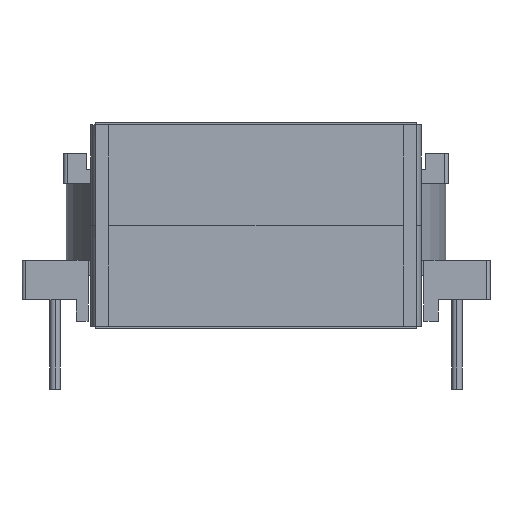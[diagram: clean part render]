
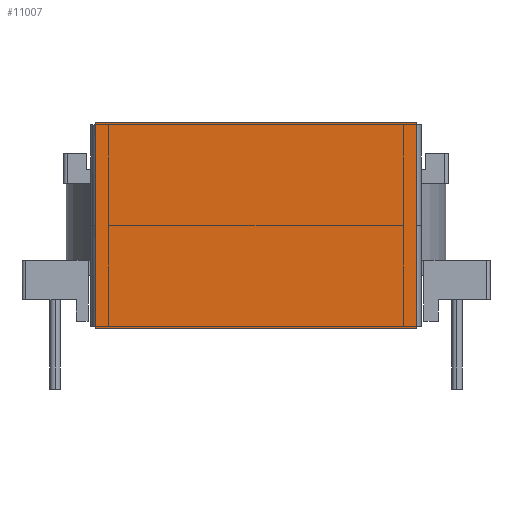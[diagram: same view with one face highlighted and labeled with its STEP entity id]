
A CAD part, left-side view. The second image highlights one B-rep face of the part: STEP entity #11007.
In plain terms, the highlighted free-form (B-spline) face has degree [1, 1] with [2, 2] control points.
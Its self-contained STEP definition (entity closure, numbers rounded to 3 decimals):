
#9736 = VERTEX_POINT('',#9737);
#9737 = CARTESIAN_POINT('',(-15.525,-11.046,
    4.173));
#9752 = VERTEX_POINT('',#9753);
#9753 = CARTESIAN_POINT('',(-15.525,11.046,
    4.173));
#9758 = EDGE_CURVE('',#9752,#9736,#9759,.T.);
#9759 = B_SPLINE_CURVE_WITH_KNOTS('',1,(#9760,#9761),.UNSPECIFIED.,.F.,
  .F.,(2,2),(-0.,18.),.PIECEWISE_BEZIER_KNOTS.);
#9760 = CARTESIAN_POINT('',(-15.525,11.046,
    4.173));
#9761 = CARTESIAN_POINT('',(-15.525,-11.046,
    4.173));
#10895 = EDGE_CURVE('',#10896,#9752,#10898,.T.);
#10896 = VERTEX_POINT('',#10897);
#10897 = CARTESIAN_POINT('',(-15.525,11.046,
    -9.941));
#10898 = B_SPLINE_CURVE_WITH_KNOTS('',1,(#10899,#10900),.UNSPECIFIED.,
  .F.,.F.,(2,2),(-0.1,11.4),.PIECEWISE_BEZIER_KNOTS.);
#10899 = CARTESIAN_POINT('',(-15.525,11.046,
    -9.941));
#10900 = CARTESIAN_POINT('',(-15.525,11.046,
    4.173));
#10953 = EDGE_CURVE('',#10954,#9736,#10956,.T.);
#10954 = VERTEX_POINT('',#10955);
#10955 = CARTESIAN_POINT('',(-15.525,-11.046,
    -9.941));
#10956 = B_SPLINE_CURVE_WITH_KNOTS('',1,(#10957,#10958),.UNSPECIFIED.,
  .F.,.F.,(2,2),(-0.1,11.4),.PIECEWISE_BEZIER_KNOTS.);
#10957 = CARTESIAN_POINT('',(-15.525,-11.046,
    -9.941));
#10958 = CARTESIAN_POINT('',(-15.525,-11.046,
    4.173));
#11007 = ADVANCED_FACE('',(#11008),#11018,.F.);
#11008 = FACE_BOUND('',#11009,.T.);
#11009 = EDGE_LOOP('',(#11010,#11011,#11012,#11013));
#11010 = ORIENTED_EDGE('',*,*,#10953,.T.);
#11011 = ORIENTED_EDGE('',*,*,#9758,.F.);
#11012 = ORIENTED_EDGE('',*,*,#10895,.F.);
#11013 = ORIENTED_EDGE('',*,*,#11014,.T.);
#11014 = EDGE_CURVE('',#10896,#10954,#11015,.T.);
#11015 = B_SPLINE_CURVE_WITH_KNOTS('',1,(#11016,#11017),.UNSPECIFIED.,
  .F.,.F.,(2,2),(-0.,18.),.PIECEWISE_BEZIER_KNOTS.);
#11016 = CARTESIAN_POINT('',(-15.525,11.046,
    -9.941));
#11017 = CARTESIAN_POINT('',(-15.525,-11.046,
    -9.941));
#11018 = B_SPLINE_SURFACE_WITH_KNOTS('',1,1,(
    (#11019,#11020)
    ,(#11021,#11022
    )),.UNSPECIFIED.,.F.,.F.,.F.,(2,2),(2,2),(-11.4,0.1),(-18.,0.),
  .PIECEWISE_BEZIER_KNOTS.);
#11019 = CARTESIAN_POINT('',(-15.525,-11.046,
    4.173));
#11020 = CARTESIAN_POINT('',(-15.525,11.046,
    4.173));
#11021 = CARTESIAN_POINT('',(-15.525,-11.046,
    -9.941));
#11022 = CARTESIAN_POINT('',(-15.525,11.046,
    -9.941));
